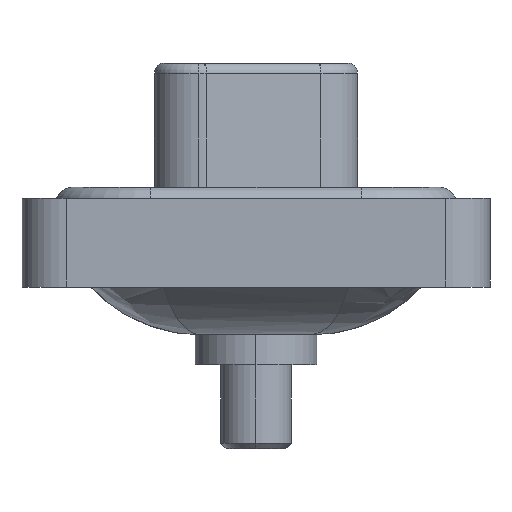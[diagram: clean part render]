
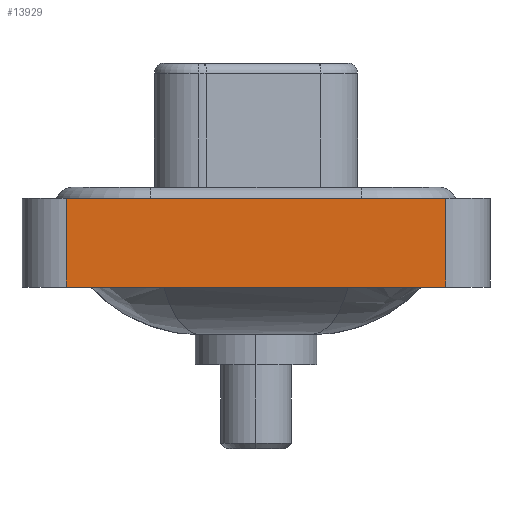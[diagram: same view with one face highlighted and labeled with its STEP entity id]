
A CAD part, left-side view. The second image highlights one B-rep face of the part: STEP entity #13929.
In plain terms, the highlighted planar face has unit normal (-1, 0, 0).
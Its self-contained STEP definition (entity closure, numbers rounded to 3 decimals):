
#345 = DIRECTION ( 'NONE',  ( -1., 0., 0. ) ) ;
#726 = DIRECTION ( 'NONE',  ( 0., -1., 0. ) ) ;
#1701 = ORIENTED_EDGE ( 'NONE', *, *, #17336, .T. ) ;
#1705 = DIRECTION ( 'NONE',  ( 0., 0., 1. ) ) ;
#2340 = VERTEX_POINT ( 'NONE', #10544 ) ;
#3632 = CARTESIAN_POINT ( 'NONE',  ( -7.35, -8.55, -3.6 ) ) ;
#4096 = LINE ( 'NONE', #9582, #6667 ) ;
#4456 = VECTOR ( 'NONE', #13293, 1000. ) ;
#4897 = LINE ( 'NONE', #15835, #13796 ) ;
#4979 = VERTEX_POINT ( 'NONE', #12389 ) ;
#5138 = CARTESIAN_POINT ( 'NONE',  ( -7.35, -8.55, -3.6 ) ) ;
#5383 = PLANE ( 'NONE',  #10182 ) ;
#5691 = FACE_OUTER_BOUND ( 'NONE', #15823, .T. ) ;
#6319 = ORIENTED_EDGE ( 'NONE', *, *, #9605, .T. ) ;
#6493 = DIRECTION ( 'NONE',  ( 0., 0., 1. ) ) ;
#6667 = VECTOR ( 'NONE', #15104, 1000. ) ;
#9582 = CARTESIAN_POINT ( 'NONE',  ( -7.35, -8.55, 0.4 ) ) ;
#9605 = EDGE_CURVE ( 'NONE', #11561, #13280, #4897, .T. ) ;
#10125 = CARTESIAN_POINT ( 'NONE',  ( -7.35, 8.55, -3.6 ) ) ;
#10182 = AXIS2_PLACEMENT_3D ( 'NONE', #11183, #345, #1705 ) ;
#10544 = CARTESIAN_POINT ( 'NONE',  ( -7.35, 8.55, 0.4 ) ) ;
#10683 = CARTESIAN_POINT ( 'NONE',  ( -7.35, 8.55, -3.6 ) ) ;
#11183 = CARTESIAN_POINT ( 'NONE',  ( -7.35, -8.55, -3.6 ) ) ;
#11421 = EDGE_CURVE ( 'NONE', #11561, #2340, #11746, .T. ) ;
#11561 = VERTEX_POINT ( 'NONE', #10683 ) ;
#11746 = LINE ( 'NONE', #10125, #4456 ) ;
#12389 = CARTESIAN_POINT ( 'NONE',  ( -7.35, -8.55, 0.4 ) ) ;
#13280 = VERTEX_POINT ( 'NONE', #3632 ) ;
#13293 = DIRECTION ( 'NONE',  ( 0., 0., 1. ) ) ;
#13796 = VECTOR ( 'NONE', #726, 1000. ) ;
#13929 = ADVANCED_FACE ( 'NONE', ( #5691 ), #5383, .T. ) ;
#14359 = ORIENTED_EDGE ( 'NONE', *, *, #16654, .F. ) ;
#14612 = LINE ( 'NONE', #5138, #16221 ) ;
#15104 = DIRECTION ( 'NONE',  ( 0., -1., 0. ) ) ;
#15823 = EDGE_LOOP ( 'NONE', ( #1701, #14359, #16954, #6319 ) ) ;
#15835 = CARTESIAN_POINT ( 'NONE',  ( -7.35, -8.55, -3.6 ) ) ;
#16221 = VECTOR ( 'NONE', #6493, 1000. ) ;
#16654 = EDGE_CURVE ( 'NONE', #2340, #4979, #4096, .T. ) ;
#16954 = ORIENTED_EDGE ( 'NONE', *, *, #11421, .F. ) ;
#17336 = EDGE_CURVE ( 'NONE', #13280, #4979, #14612, .T. ) ;
